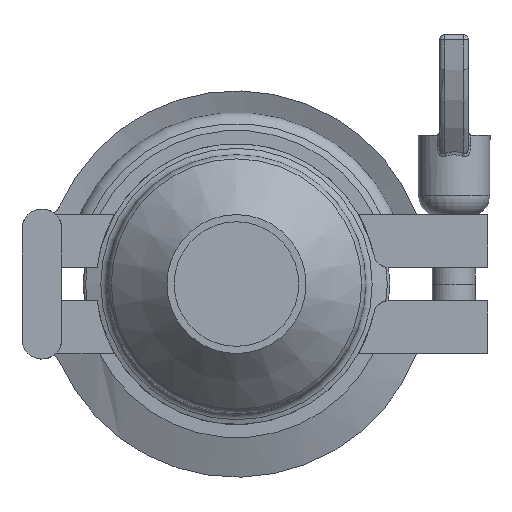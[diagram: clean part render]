
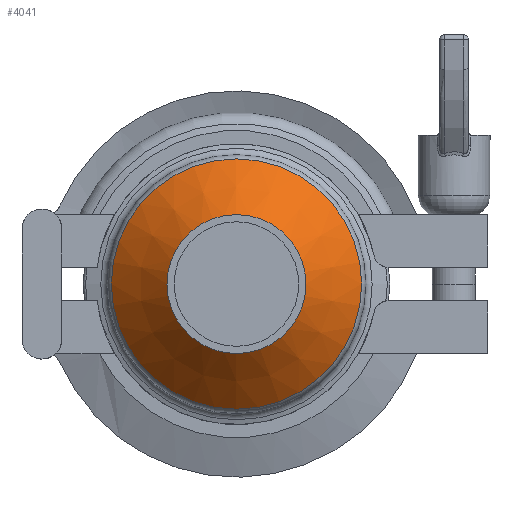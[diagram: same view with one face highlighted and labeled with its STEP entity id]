
A CAD part, front view. The second image highlights one B-rep face of the part: STEP entity #4041.
In plain terms, the highlighted conical face has half-angle 45 degrees and reference radius 27 mm.
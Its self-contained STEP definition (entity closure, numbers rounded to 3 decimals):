
#22 = EDGE_CURVE ( 'NONE', #1592, #1592, #540, .T. ) ;
#84 = CARTESIAN_POINT ( 'NONE',  ( 0., -27., 0. ) ) ;
#195 = ORIENTED_EDGE ( 'NONE', *, *, #22, .T. ) ;
#540 = CIRCLE ( 'NONE', #4376, 26.121 ) ;
#543 = ORIENTED_EDGE ( 'NONE', *, *, #4402, .T. ) ;
#546 = CARTESIAN_POINT ( 'NONE',  ( 0., -39.5, 14.5 ) ) ;
#886 = FACE_BOUND ( 'NONE', #2987, .T. ) ;
#940 = DIRECTION ( 'NONE',  ( 0., -1., 0. ) ) ;
#1592 = VERTEX_POINT ( 'NONE', #3743 ) ;
#1959 = CARTESIAN_POINT ( 'NONE',  ( 0., -39.5, 0. ) ) ;
#2351 = DIRECTION ( 'NONE',  ( 0., 0., 1. ) ) ;
#2402 = AXIS2_PLACEMENT_3D ( 'NONE', #84, #3722, #2943 ) ;
#2752 = CIRCLE ( 'NONE', #3118, 14.5 ) ;
#2943 = DIRECTION ( 'NONE',  ( 0., 0., 1. ) ) ;
#2987 = EDGE_LOOP ( 'NONE', ( #543 ) ) ;
#3117 = VERTEX_POINT ( 'NONE', #546 ) ;
#3118 = AXIS2_PLACEMENT_3D ( 'NONE', #1959, #4786, #2351 ) ;
#3357 = CARTESIAN_POINT ( 'NONE',  ( 0., -27.879, 0. ) ) ;
#3558 = EDGE_LOOP ( 'NONE', ( #195 ) ) ;
#3722 = DIRECTION ( 'NONE',  ( 0., 1., 0. ) ) ;
#3743 = CARTESIAN_POINT ( 'NONE',  ( 0., -27.879, -26.121 ) ) ;
#3823 = DIRECTION ( 'NONE',  ( 0., 0., -1. ) ) ;
#3856 = CONICAL_SURFACE ( 'NONE', #2402, 27., 0.785 ) ;
#4041 = ADVANCED_FACE ( 'NONE', ( #5093, #886 ), #3856, .T. ) ;
#4376 = AXIS2_PLACEMENT_3D ( 'NONE', #3357, #940, #3823 ) ;
#4402 = EDGE_CURVE ( 'NONE', #3117, #3117, #2752, .T. ) ;
#4786 = DIRECTION ( 'NONE',  ( 0., 1., 0. ) ) ;
#5093 = FACE_OUTER_BOUND ( 'NONE', #3558, .T. ) ;
